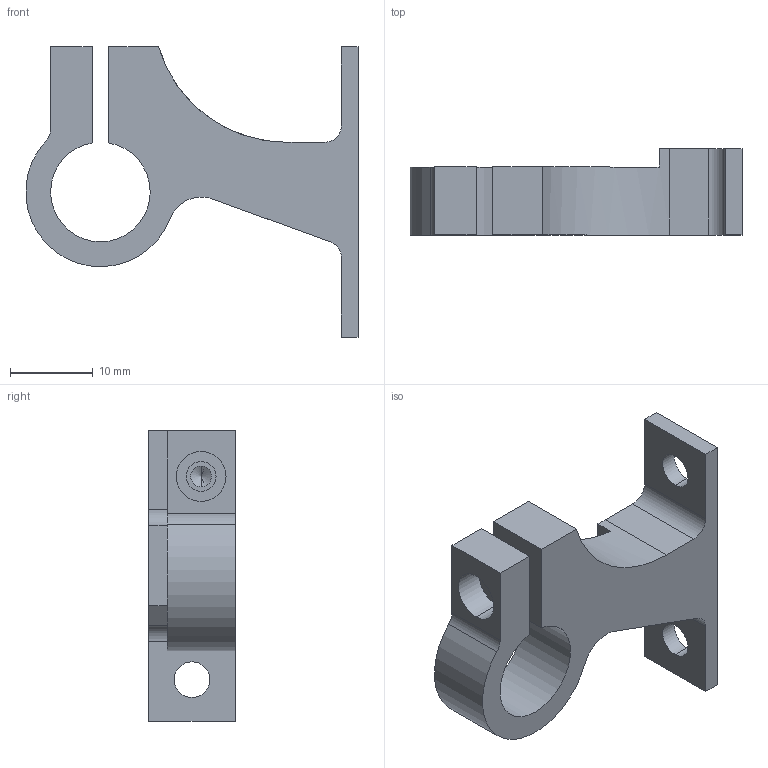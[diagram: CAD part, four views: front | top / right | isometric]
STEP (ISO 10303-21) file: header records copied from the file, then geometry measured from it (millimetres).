
FILE_DESCRIPTION (( 'STEP AP203' ), '1' );
FILE_NAME ('MEC 100 0024 G Littman grating platform.STEP', '2010-09-15T19:52:02', ( 'Admin' ), ( 'Thorlabs, Inc.' ), 'SwSTEP 2.0', 'SolidWorks 2009', '' );
FILE_SCHEMA (( 'CONFIG_CONTROL_DESIGN' ));
Length unit declared in the file: millimetre
Products named in the file (1): MEC 100 0024 G Littman grating platform
Bounding box: 40.02 x 10.4 x 35 mm (x, y, z)
Volume: 4604.2 mm3; surface area: 3229.3 mm2
Topology: 1 solids, 1 shells, 37 faces, 100 edges, 65 vertices
Faces by surface type: cylinder 18, plane 17, cone 2
Entity records: 1250 total; most frequent: DIRECTION 211, CARTESIAN_POINT 201, ORIENTED_EDGE 196, EDGE_CURVE 98, AXIS2_PLACEMENT_3D 75, VERTEX_POINT 65, VECTOR 61, LINE 61
